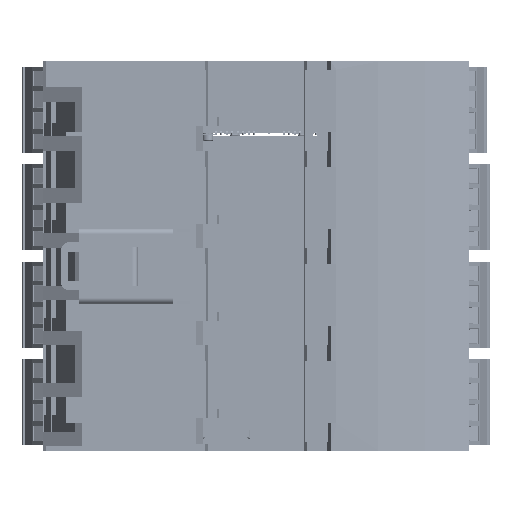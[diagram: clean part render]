
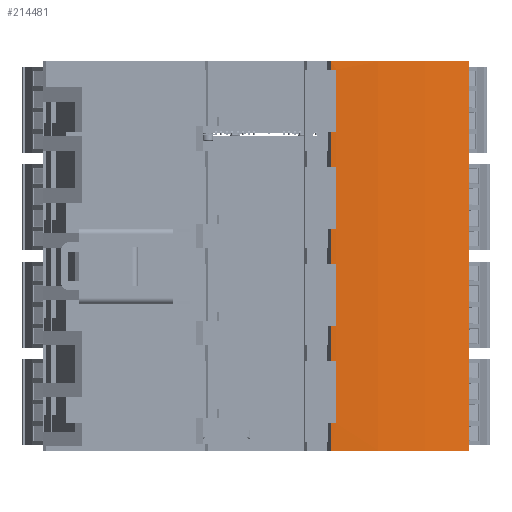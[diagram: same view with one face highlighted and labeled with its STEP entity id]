
A CAD part, front view. The second image highlights one B-rep face of the part: STEP entity #214481.
In plain terms, the highlighted cylindrical face has radius 80 mm (diameter 160 mm), a partial arc.
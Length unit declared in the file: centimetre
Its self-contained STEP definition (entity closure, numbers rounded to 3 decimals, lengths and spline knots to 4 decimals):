
#2642=CYLINDRICAL_SURFACE('',#227151,8.);
#4416=CIRCLE('',#223542,8.);
#4453=CIRCLE('',#223697,8.);
#4778=CIRCLE('',#225153,8.);
#4857=CIRCLE('',#225624,8.);
#4902=CIRCLE('',#225891,8.);
#5113=CIRCLE('',#226849,8.);
#5158=CIRCLE('',#227152,8.);
#5159=CIRCLE('',#227153,8.);
#5160=CIRCLE('',#227154,8.);
#5161=CIRCLE('',#227155,8.);
#13212=FACE_OUTER_BOUND('',#23866,.T.);
#23866=EDGE_LOOP('',(#168601,#168602,#168603,#168604,#168605,#168606,#168607,
#168608,#168609,#168610,#168611,#168612,#168613,#168614,#168615,#168616,
#168617,#168618,#168619,#168620));
#38239=LINE('',#312700,#64312);
#38444=LINE('',#313239,#64517);
#41548=LINE('',#320840,#67621);
#41682=LINE('',#321141,#67755);
#42665=LINE('',#323192,#68738);
#42801=LINE('',#323497,#68874);
#45952=LINE('',#330754,#72025);
#46267=LINE('',#331549,#72340);
#46268=LINE('',#331552,#72341);
#46269=LINE('',#331556,#72342);
#64312=VECTOR('',#253655,1.44);
#64517=VECTOR('',#253992,0.19);
#67621=VECTOR('',#260084,0.82);
#67755=VECTOR('',#260338,1.44);
#68738=VECTOR('',#262143,0.82);
#68874=VECTOR('',#262397,1.44);
#72025=VECTOR('',#268378,0.63);
#72340=VECTOR('',#268969,0.82);
#72341=VECTOR('',#268972,1.44);
#72342=VECTOR('',#268975,9.04);
#87830=VERTEX_POINT('',#312698);
#87831=VERTEX_POINT('',#312699);
#87894=VERTEX_POINT('',#312872);
#87997=VERTEX_POINT('',#313238);
#88105=VERTEX_POINT('',#313741);
#90369=VERTEX_POINT('',#320839);
#90475=VERTEX_POINT('',#321138);
#90476=VERTEX_POINT('',#321140);
#91132=VERTEX_POINT('',#323190);
#91133=VERTEX_POINT('',#323191);
#91242=VERTEX_POINT('',#323494);
#91243=VERTEX_POINT('',#323496);
#93040=VERTEX_POINT('',#329450);
#93042=VERTEX_POINT('',#329454);
#93504=VERTEX_POINT('',#330752);
#93743=VERTEX_POINT('',#331546);
#93744=VERTEX_POINT('',#331548);
#93745=VERTEX_POINT('',#331550);
#93746=VERTEX_POINT('',#331553);
#93747=VERTEX_POINT('',#331555);
#111401=EDGE_CURVE('',#87830,#87831,#38239,.T.);
#111484=EDGE_CURVE('',#87830,#87894,#4416,.T.);
#111624=EDGE_CURVE('',#87997,#87894,#38444,.T.);
#111827=EDGE_CURVE('',#88105,#87831,#4453,.T.);
#115163=EDGE_CURVE('',#90369,#88105,#41548,.T.);
#115312=EDGE_CURVE('',#90475,#90476,#41682,.T.);
#115416=EDGE_CURVE('',#90369,#90476,#4778,.T.);
#116368=EDGE_CURVE('',#91132,#91133,#42665,.T.);
#116519=EDGE_CURVE('',#91242,#91243,#42801,.T.);
#116628=EDGE_CURVE('',#91132,#91243,#4857,.T.);
#117288=EDGE_CURVE('',#91133,#90475,#4902,.T.);
#119418=EDGE_CURVE('',#93042,#93040,#5113,.T.);
#120008=EDGE_CURVE('',#93504,#93042,#45952,.T.);
#120361=EDGE_CURVE('',#93743,#91242,#5158,.T.);
#120362=EDGE_CURVE('',#93744,#93743,#46267,.T.);
#120363=EDGE_CURVE('',#93744,#93745,#5159,.T.);
#120364=EDGE_CURVE('',#93040,#93745,#46268,.T.);
#120365=EDGE_CURVE('',#93504,#93746,#5160,.T.);
#120366=EDGE_CURVE('',#93747,#93746,#46269,.T.);
#120367=EDGE_CURVE('',#93747,#87997,#5161,.T.);
#168601=ORIENTED_EDGE('',*,*,#120361,.F.);
#168602=ORIENTED_EDGE('',*,*,#120362,.F.);
#168603=ORIENTED_EDGE('',*,*,#120363,.T.);
#168604=ORIENTED_EDGE('',*,*,#120364,.F.);
#168605=ORIENTED_EDGE('',*,*,#119418,.F.);
#168606=ORIENTED_EDGE('',*,*,#120008,.F.);
#168607=ORIENTED_EDGE('',*,*,#120365,.T.);
#168608=ORIENTED_EDGE('',*,*,#120366,.F.);
#168609=ORIENTED_EDGE('',*,*,#120367,.T.);
#168610=ORIENTED_EDGE('',*,*,#111624,.T.);
#168611=ORIENTED_EDGE('',*,*,#111484,.F.);
#168612=ORIENTED_EDGE('',*,*,#111401,.T.);
#168613=ORIENTED_EDGE('',*,*,#111827,.F.);
#168614=ORIENTED_EDGE('',*,*,#115163,.F.);
#168615=ORIENTED_EDGE('',*,*,#115416,.T.);
#168616=ORIENTED_EDGE('',*,*,#115312,.F.);
#168617=ORIENTED_EDGE('',*,*,#117288,.F.);
#168618=ORIENTED_EDGE('',*,*,#116368,.F.);
#168619=ORIENTED_EDGE('',*,*,#116628,.T.);
#168620=ORIENTED_EDGE('',*,*,#116519,.F.);
#214481=ADVANCED_FACE('',(#13212),#2642,.T.);
#223542=AXIS2_PLACEMENT_3D('',#312873,#253797,#253798);
#223697=AXIS2_PLACEMENT_3D('',#313743,#254407,#254408);
#225153=AXIS2_PLACEMENT_3D('',#321330,#260485,#260486);
#225624=AXIS2_PLACEMENT_3D('',#323703,#262551,#262552);
#225891=AXIS2_PLACEMENT_3D('',#324924,#263695,#263696);
#226849=AXIS2_PLACEMENT_3D('',#329456,#267478,#267479);
#227151=AXIS2_PLACEMENT_3D('',#331545,#268965,#268966);
#227152=AXIS2_PLACEMENT_3D('',#331547,#268967,#268968);
#227153=AXIS2_PLACEMENT_3D('',#331551,#268970,#268971);
#227154=AXIS2_PLACEMENT_3D('',#331554,#268973,#268974);
#227155=AXIS2_PLACEMENT_3D('',#331557,#268976,#268977);
#253655=DIRECTION('',(0.,0.,-1.));
#253797=DIRECTION('center_axis',(0.,0.,
-1.));
#253798=DIRECTION('ref_axis',(-1.,0.,0.));
#253992=DIRECTION('',(0.,0.,-1.));
#254407=DIRECTION('center_axis',(0.,0.,
1.));
#254408=DIRECTION('ref_axis',(1.,0.,0.));
#260084=DIRECTION('',(0.,0.,1.));
#260338=DIRECTION('',(0.,0.,1.));
#260485=DIRECTION('center_axis',(0.,0.,
1.));
#260486=DIRECTION('ref_axis',(1.,0.,0.));
#262143=DIRECTION('',(0.,0.,1.));
#262397=DIRECTION('',(0.,0.,1.));
#262551=DIRECTION('center_axis',(0.,0.,
1.));
#262552=DIRECTION('ref_axis',(1.,0.,0.));
#263695=DIRECTION('center_axis',(0.,0.,
1.));
#263696=DIRECTION('ref_axis',(1.,0.,0.));
#267478=DIRECTION('center_axis',(0.,0.,
1.));
#267479=DIRECTION('ref_axis',(1.,0.,0.));
#268378=DIRECTION('',(0.,0.,1.));
#268965=DIRECTION('center_axis',(0.,0.,
1.));
#268966=DIRECTION('ref_axis',(1.,0.,0.));
#268967=DIRECTION('center_axis',(0.,0.,
1.));
#268968=DIRECTION('ref_axis',(1.,0.,0.));
#268969=DIRECTION('',(0.,0.,1.));
#268970=DIRECTION('center_axis',(0.,0.,
1.));
#268971=DIRECTION('ref_axis',(1.,0.,0.));
#268972=DIRECTION('',(0.,0.,1.));
#268973=DIRECTION('center_axis',(0.,0.,
1.));
#268974=DIRECTION('ref_axis',(1.,0.,0.));
#268975=DIRECTION('',(0.,0.,-1.));
#268976=DIRECTION('center_axis',(0.,0.,
-1.));
#268977=DIRECTION('ref_axis',(-1.,0.,0.));
#312698=CARTESIAN_POINT('',(19.2782,11.4381,6.94));
#312699=CARTESIAN_POINT('',(19.2782,11.4381,5.5));
#312700=CARTESIAN_POINT('',(19.2782,11.4381,6.94));
#312872=CARTESIAN_POINT('',(19.1487,11.4307,6.94));
#312873=CARTESIAN_POINT('Origin',(18.7582,19.4211,6.94));
#313238=CARTESIAN_POINT('',(19.1487,11.4307,7.13));
#313239=CARTESIAN_POINT('',(19.1487,11.4307,7.13));
#313741=CARTESIAN_POINT('',(19.1487,11.4307,5.5));
#313743=CARTESIAN_POINT('Origin',(18.7582,19.4211,5.5));
#320839=CARTESIAN_POINT('',(19.1487,11.4307,4.68));
#320840=CARTESIAN_POINT('',(19.1487,11.4307,4.68));
#321138=CARTESIAN_POINT('',(19.2782,11.4381,3.24));
#321140=CARTESIAN_POINT('',(19.2782,11.4381,4.68));
#321141=CARTESIAN_POINT('',(19.2782,11.4381,3.24));
#321330=CARTESIAN_POINT('Origin',(18.7582,19.4211,4.68));
#323190=CARTESIAN_POINT('',(19.1487,11.4307,2.42));
#323191=CARTESIAN_POINT('',(19.1487,11.4307,3.24));
#323192=CARTESIAN_POINT('',(19.1487,11.4307,2.42));
#323494=CARTESIAN_POINT('',(19.2782,11.4381,0.98));
#323496=CARTESIAN_POINT('',(19.2782,11.4381,2.42));
#323497=CARTESIAN_POINT('',(19.2782,11.4381,0.98));
#323703=CARTESIAN_POINT('Origin',(18.7582,19.4211,2.42));
#324924=CARTESIAN_POINT('Origin',(18.7582,19.4211,3.24));
#329450=CARTESIAN_POINT('',(19.2782,11.4381,-1.28));
#329454=CARTESIAN_POINT('',(19.1487,11.4307,-1.28));
#329456=CARTESIAN_POINT('Origin',(18.7582,19.4211,-1.28));
#330752=CARTESIAN_POINT('',(19.1487,11.4307,-1.91));
#330754=CARTESIAN_POINT('',(19.1487,11.4307,-1.91));
#331545=CARTESIAN_POINT('Origin',(18.7582,19.4211,0.475));
#331546=CARTESIAN_POINT('',(19.1487,11.4307,0.98));
#331547=CARTESIAN_POINT('Origin',(18.7582,19.4211,0.98));
#331548=CARTESIAN_POINT('',(19.1487,11.4307,0.16));
#331549=CARTESIAN_POINT('',(19.1487,11.4307,0.16));
#331550=CARTESIAN_POINT('',(19.2782,11.4381,0.16));
#331551=CARTESIAN_POINT('Origin',(18.7582,19.4211,0.16));
#331552=CARTESIAN_POINT('',(19.2782,11.4381,-1.28));
#331553=CARTESIAN_POINT('',(22.3582,12.2769,-1.91));
#331554=CARTESIAN_POINT('Origin',(18.7582,19.4211,-1.91));
#331555=CARTESIAN_POINT('',(22.3582,12.2769,7.13));
#331556=CARTESIAN_POINT('',(22.3582,12.2769,7.13));
#331557=CARTESIAN_POINT('Origin',(18.7582,19.4211,7.13));
